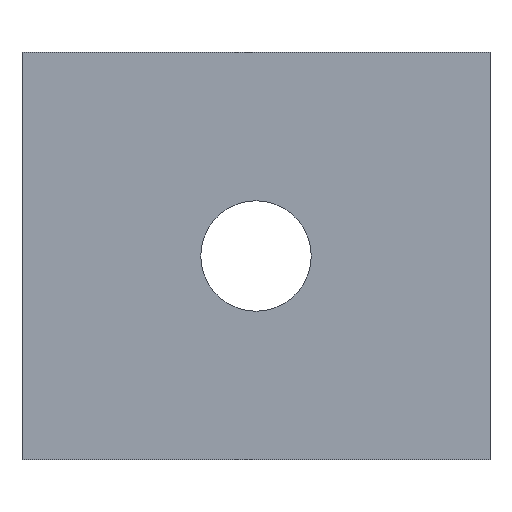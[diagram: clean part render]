
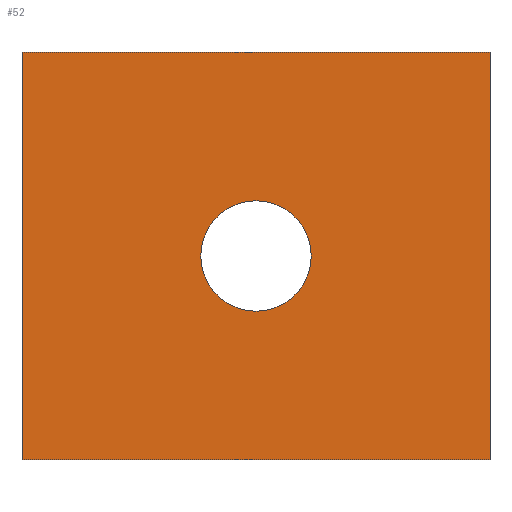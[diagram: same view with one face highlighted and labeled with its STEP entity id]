
A CAD part, left-side view. The second image highlights one B-rep face of the part: STEP entity #52.
In plain terms, the highlighted planar face has unit normal (-1, 0, 0).
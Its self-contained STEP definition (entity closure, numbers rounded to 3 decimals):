
#5 = FACE_OUTER_BOUND ( 'NONE', #900, .T. ) ;
#8 = VECTOR ( 'NONE', #47, 1000. ) ;
#10 = CARTESIAN_POINT ( 'NONE',  ( 0., 38.1, -16.6 ) ) ;
#20 = ORIENTED_EDGE ( 'NONE', *, *, #284, .F. ) ;
#28 = DIRECTION ( 'NONE',  ( -1., 0., 0. ) ) ;
#32 = FACE_BOUND ( 'NONE', #518, .T. ) ;
#47 = DIRECTION ( 'NONE',  ( 0., 0., -1. ) ) ;
#51 = VERTEX_POINT ( 'NONE', #10 ) ;
#52 = ADVANCED_FACE ( 'NONE', ( #32, #5 ), #857, .F. ) ;
#65 = VECTOR ( 'NONE', #758, 1000. ) ;
#81 = AXIS2_PLACEMENT_3D ( 'NONE', #150, #579, #296 ) ;
#84 = CARTESIAN_POINT ( 'NONE',  ( 0., 38.1, 16.6 ) ) ;
#101 = VERTEX_POINT ( 'NONE', #495 ) ;
#112 = ORIENTED_EDGE ( 'NONE', *, *, #407, .F. ) ;
#124 = LINE ( 'NONE', #688, #65 ) ;
#150 = CARTESIAN_POINT ( 'NONE',  ( 0., 19.05, 0. ) ) ;
#164 = CARTESIAN_POINT ( 'NONE',  ( 0., 19.05, 0. ) ) ;
#205 = VERTEX_POINT ( 'NONE', #811 ) ;
#237 = CARTESIAN_POINT ( 'NONE',  ( 0., 19.05, -4.5 ) ) ;
#283 = DIRECTION ( 'NONE',  ( 0., -1., 0. ) ) ;
#284 = EDGE_CURVE ( 'NONE', #205, #355, #743, .T. ) ;
#296 = DIRECTION ( 'NONE',  ( 0., 0., 1. ) ) ;
#355 = VERTEX_POINT ( 'NONE', #237 ) ;
#356 = CARTESIAN_POINT ( 'NONE',  ( 0., 0., -16.6 ) ) ;
#372 = DIRECTION ( 'NONE',  ( 0., 0., -1. ) ) ;
#393 = VERTEX_POINT ( 'NONE', #589 ) ;
#407 = EDGE_CURVE ( 'NONE', #393, #557, #451, .T. ) ;
#410 = ORIENTED_EDGE ( 'NONE', *, *, #624, .T. ) ;
#419 = VECTOR ( 'NONE', #283, 1000. ) ;
#428 = DIRECTION ( 'NONE',  ( 0., 1., 0. ) ) ;
#444 = AXIS2_PLACEMENT_3D ( 'NONE', #802, #852, #428 ) ;
#451 = LINE ( 'NONE', #734, #8 ) ;
#459 = EDGE_CURVE ( 'NONE', #101, #393, #124, .T. ) ;
#495 = CARTESIAN_POINT ( 'NONE',  ( 0., 38.1, 16.6 ) ) ;
#518 = EDGE_LOOP ( 'NONE', ( #20, #553 ) ) ;
#539 = VECTOR ( 'NONE', #372, 1000. ) ;
#553 = ORIENTED_EDGE ( 'NONE', *, *, #681, .F. ) ;
#557 = VERTEX_POINT ( 'NONE', #356 ) ;
#563 = ORIENTED_EDGE ( 'NONE', *, *, #607, .T. ) ;
#579 = DIRECTION ( 'NONE',  ( -1., 0., 0. ) ) ;
#589 = CARTESIAN_POINT ( 'NONE',  ( 0., 0., 16.6 ) ) ;
#607 = EDGE_CURVE ( 'NONE', #51, #557, #772, .T. ) ;
#624 = EDGE_CURVE ( 'NONE', #101, #51, #642, .T. ) ;
#642 = LINE ( 'NONE', #84, #539 ) ;
#681 = EDGE_CURVE ( 'NONE', #355, #205, #715, .T. ) ;
#688 = CARTESIAN_POINT ( 'NONE',  ( 0., 0., 16.6 ) ) ;
#715 = CIRCLE ( 'NONE', #81, 4.5 ) ;
#734 = CARTESIAN_POINT ( 'NONE',  ( 0., 0., 16.6 ) ) ;
#743 = CIRCLE ( 'NONE', #815, 4.5 ) ;
#758 = DIRECTION ( 'NONE',  ( 0., -1., 0. ) ) ;
#772 = LINE ( 'NONE', #858, #419 ) ;
#802 = CARTESIAN_POINT ( 'NONE',  ( 0., 0., 16.6 ) ) ;
#811 = CARTESIAN_POINT ( 'NONE',  ( 0., 19.05, 4.5 ) ) ;
#815 = AXIS2_PLACEMENT_3D ( 'NONE', #164, #28, #854 ) ;
#823 = ORIENTED_EDGE ( 'NONE', *, *, #459, .F. ) ;
#852 = DIRECTION ( 'NONE',  ( 1., 0., 0. ) ) ;
#854 = DIRECTION ( 'NONE',  ( 0., 0., 1. ) ) ;
#857 = PLANE ( 'NONE',  #444 ) ;
#858 = CARTESIAN_POINT ( 'NONE',  ( 0., 0., -16.6 ) ) ;
#900 = EDGE_LOOP ( 'NONE', ( #563, #112, #823, #410 ) ) ;
